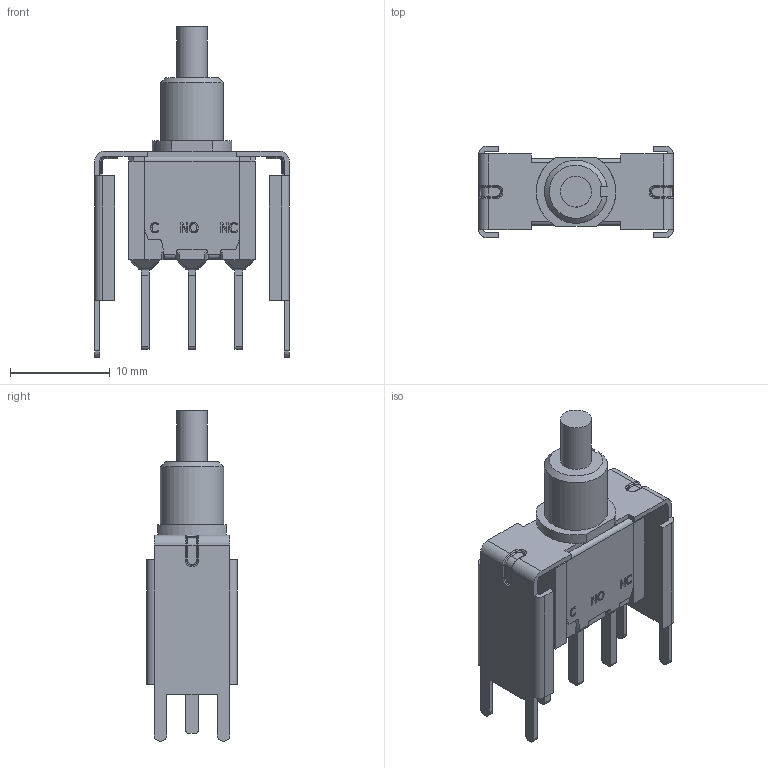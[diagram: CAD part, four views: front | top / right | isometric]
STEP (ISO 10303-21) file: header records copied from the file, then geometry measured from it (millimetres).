
FILE_DESCRIPTION(/* description */ (''),/* implementation_level */ '2;1');
FILE_NAME(/* name */ '700SP7B20VS5xE.stp',/* time_stamp */ '2024-09-03T12:41:38-05:00',/* author */ ('jsteinblock'),/* organization */ (''),/* preprocessor_version */ 'ST-DEVELOPER v18.1',/* originating_system */ 'Autodesk Inventor 2022',/* authorisation */ '');
FILE_SCHEMA (('AUTOMOTIVE_DESIGN { 1 0 10303 214 3 1 1 }'));
Length unit declared in the file: inch
Products named in the file (1): 700SP7B20VS5xE
Bounding box: 19.56 x 9.14 x 33.22 mm (x, y, z)
Volume: 1438.9 mm3; surface area: 2039.4 mm2
Topology: 2 solids, 5 shells, 485 faces, 1247 edges, 770 vertices
Faces by surface type: plane 253, cylinder 133, bspline 54, torus 32, sphere 12, cone 1
Full cylindrical faces by diameter (mm): 3.1 x2
Entity records: 14854 total; most frequent: CARTESIAN_POINT 3281, ORIENTED_EDGE 2470, DIRECTION 2288, EDGE_CURVE 1235, LINE 818, VECTOR 818, VERTEX_POINT 770, AXIS2_PLACEMENT_3D 735
